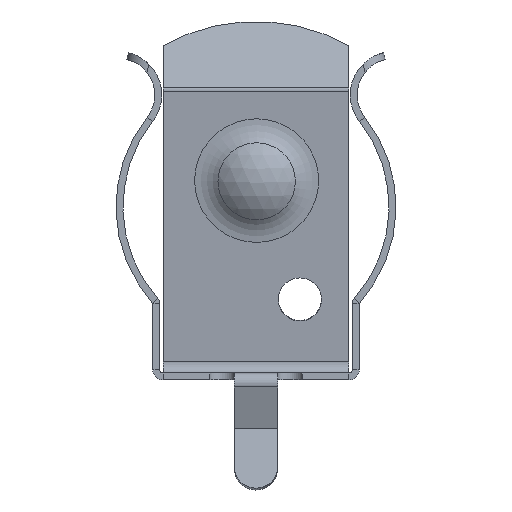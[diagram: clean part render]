
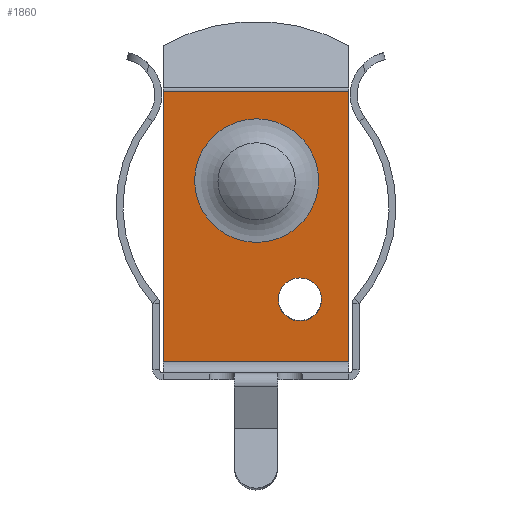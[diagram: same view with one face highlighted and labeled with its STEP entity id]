
A CAD part, left-side view. The second image highlights one B-rep face of the part: STEP entity #1860.
In plain terms, the highlighted planar face has unit normal (-0.996, 0, -0.087).
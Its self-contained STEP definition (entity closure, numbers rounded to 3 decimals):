
#24 = VERTEX_POINT('',#25);
#25 = CARTESIAN_POINT('',(8.313,-1.6,3.714));
#32 = CYLINDRICAL_SURFACE('',#33,0.787);
#33 = AXIS2_PLACEMENT_3D('',#34,#35,#36);
#34 = CARTESIAN_POINT('',(10.912,-1.6,3.151));
#35 = DIRECTION('',(-0.996,0.,-0.087));
#36 = DIRECTION('',(0.087,0.,-0.996));
#51 = EDGE_CURVE('',#52,#24,#54,.T.);
#52 = VERTEX_POINT('',#53);
#53 = CARTESIAN_POINT('',(8.45,-1.6,2.145));
#54 = SURFACE_CURVE('',#55,(#60,#67),.PCURVE_S1.);
#55 = CIRCLE('',#56,0.787);
#56 = AXIS2_PLACEMENT_3D('',#57,#58,#59);
#57 = CARTESIAN_POINT('',(8.382,-1.6,2.93));
#58 = DIRECTION('',(-0.996,0.,-0.087));
#59 = DIRECTION('',(0.087,0.,-0.996));
#60 = PCURVE('',#32,#61);
#61 = DEFINITIONAL_REPRESENTATION('',(#62),#66);
#62 = LINE('',#63,#64);
#63 = CARTESIAN_POINT('',(0.,2.54));
#64 = VECTOR('',#65,1.);
#65 = DIRECTION('',(1.,0.));
#66 = ( GEOMETRIC_REPRESENTATION_CONTEXT(2) 
PARAMETRIC_REPRESENTATION_CONTEXT() REPRESENTATION_CONTEXT('2D SPACE',''
  ) );
#67 = PCURVE('',#68,#73);
#68 = PLANE('',#69);
#69 = AXIS2_PLACEMENT_3D('',#70,#71,#72);
#70 = CARTESIAN_POINT('',(8.616,-3.378,0.254));
#71 = DIRECTION('',(-0.996,0.,-0.087));
#72 = DIRECTION('',(0.087,0.,-0.996));
#73 = DEFINITIONAL_REPRESENTATION('',(#74),#78);
#74 = CIRCLE('',#75,0.787);
#75 = AXIS2_PLACEMENT_2D('',#76,#77);
#76 = CARTESIAN_POINT('',(-2.686,-1.778));
#77 = DIRECTION('',(1.,0.));
#78 = ( GEOMETRIC_REPRESENTATION_CONTEXT(2) 
PARAMETRIC_REPRESENTATION_CONTEXT() REPRESENTATION_CONTEXT('2D SPACE',''
  ) );
#80 = EDGE_CURVE('',#24,#52,#81,.T.);
#81 = SURFACE_CURVE('',#82,(#87,#94),.PCURVE_S1.);
#82 = CIRCLE('',#83,0.787);
#83 = AXIS2_PLACEMENT_3D('',#84,#85,#86);
#84 = CARTESIAN_POINT('',(8.382,-1.6,2.93));
#85 = DIRECTION('',(-0.996,0.,-0.087));
#86 = DIRECTION('',(0.087,0.,-0.996));
#87 = PCURVE('',#32,#88);
#88 = DEFINITIONAL_REPRESENTATION('',(#89),#93);
#89 = LINE('',#90,#91);
#90 = CARTESIAN_POINT('',(-6.283,2.54));
#91 = VECTOR('',#92,1.);
#92 = DIRECTION('',(1.,0.));
#93 = ( GEOMETRIC_REPRESENTATION_CONTEXT(2) 
PARAMETRIC_REPRESENTATION_CONTEXT() REPRESENTATION_CONTEXT('2D SPACE',''
  ) );
#94 = PCURVE('',#68,#95);
#95 = DEFINITIONAL_REPRESENTATION('',(#96),#100);
#96 = CIRCLE('',#97,0.787);
#97 = AXIS2_PLACEMENT_2D('',#98,#99);
#98 = CARTESIAN_POINT('',(-2.686,-1.778));
#99 = DIRECTION('',(1.,0.));
#100 = ( GEOMETRIC_REPRESENTATION_CONTEXT(2) 
PARAMETRIC_REPRESENTATION_CONTEXT() REPRESENTATION_CONTEXT('2D SPACE',''
  ) );
#388 = EDGE_CURVE('',#389,#391,#393,.T.);
#389 = VERTEX_POINT('',#390);
#390 = CARTESIAN_POINT('',(8.2,-0.024,
    5.007));
#391 = VERTEX_POINT('',#392);
#392 = CARTESIAN_POINT('',(7.806,-0.024,
    9.507));
#393 = SURFACE_CURVE('',#394,(#399,#411),.PCURVE_S1.);
#394 = CIRCLE('',#395,2.258);
#395 = AXIS2_PLACEMENT_3D('',#396,#397,#398);
#396 = CARTESIAN_POINT('',(8.003,-0.024,
    7.257));
#397 = DIRECTION('',(-0.996,0.,-0.087));
#398 = DIRECTION('',(-0.087,0.,0.996));
#399 = PCURVE('',#400,#405);
#400 = TOROIDAL_SURFACE('',#401,2.258,1.334);
#401 = AXIS2_PLACEMENT_3D('',#402,#403,#404);
#402 = CARTESIAN_POINT('',(6.675,-0.024,
    7.14));
#403 = DIRECTION('',(0.996,0.,0.087));
#404 = DIRECTION('',(-0.087,0.,0.996));
#405 = DEFINITIONAL_REPRESENTATION('',(#406),#410);
#406 = LINE('',#407,#408);
#407 = CARTESIAN_POINT('',(6.283,1.571));
#408 = VECTOR('',#409,1.);
#409 = DIRECTION('',(-1.,0.));
#410 = ( GEOMETRIC_REPRESENTATION_CONTEXT(2) 
PARAMETRIC_REPRESENTATION_CONTEXT() REPRESENTATION_CONTEXT('2D SPACE',''
  ) );
#411 = PCURVE('',#68,#412);
#412 = DEFINITIONAL_REPRESENTATION('',(#413),#417);
#413 = CIRCLE('',#414,2.258);
#414 = AXIS2_PLACEMENT_2D('',#415,#416);
#415 = CARTESIAN_POINT('',(-7.029,-3.355));
#416 = DIRECTION('',(-1.,0.));
#417 = ( GEOMETRIC_REPRESENTATION_CONTEXT(2) 
PARAMETRIC_REPRESENTATION_CONTEXT() REPRESENTATION_CONTEXT('2D SPACE',''
  ) );
#539 = EDGE_CURVE('',#391,#389,#540,.T.);
#540 = SURFACE_CURVE('',#541,(#546,#553),.PCURVE_S1.);
#541 = CIRCLE('',#542,2.258);
#542 = AXIS2_PLACEMENT_3D('',#543,#544,#545);
#543 = CARTESIAN_POINT('',(8.003,-0.024,
    7.257));
#544 = DIRECTION('',(-0.996,0.,-0.087));
#545 = DIRECTION('',(-0.087,0.,0.996));
#546 = PCURVE('',#400,#547);
#547 = DEFINITIONAL_REPRESENTATION('',(#548),#552);
#548 = LINE('',#549,#550);
#549 = CARTESIAN_POINT('',(0.,1.571));
#550 = VECTOR('',#551,1.);
#551 = DIRECTION('',(-1.,0.));
#552 = ( GEOMETRIC_REPRESENTATION_CONTEXT(2) 
PARAMETRIC_REPRESENTATION_CONTEXT() REPRESENTATION_CONTEXT('2D SPACE',''
  ) );
#553 = PCURVE('',#68,#554);
#554 = DEFINITIONAL_REPRESENTATION('',(#555),#559);
#555 = CIRCLE('',#556,2.258);
#556 = AXIS2_PLACEMENT_2D('',#557,#558);
#557 = CARTESIAN_POINT('',(-7.029,-3.355));
#558 = DIRECTION('',(-1.,0.));
#559 = ( GEOMETRIC_REPRESENTATION_CONTEXT(2) 
PARAMETRIC_REPRESENTATION_CONTEXT() REPRESENTATION_CONTEXT('2D SPACE',''
  ) );
#1644 = CYLINDRICAL_SURFACE('',#1645,0.254);
#1645 = AXIS2_PLACEMENT_3D('',#1646,#1647,#1648);
#1646 = CARTESIAN_POINT('',(7.972,3.378,10.524));
#1647 = DIRECTION('',(0.,1.,0.));
#1648 = DIRECTION('',(0.,0.,-1.));
#1860 = ADVANCED_FACE('',(#1861,#1970,#1974),#68,.T.);
#1861 = FACE_BOUND('',#1862,.T.);
#1862 = EDGE_LOOP('',(#1863,#1893,#1921,#1949));
#1863 = ORIENTED_EDGE('',*,*,#1864,.T.);
#1864 = EDGE_CURVE('',#1865,#1867,#1869,.T.);
#1865 = VERTEX_POINT('',#1866);
#1866 = CARTESIAN_POINT('',(7.719,3.378,10.502));
#1867 = VERTEX_POINT('',#1868);
#1868 = CARTESIAN_POINT('',(8.58,3.378,0.668));
#1869 = SURFACE_CURVE('',#1870,(#1874,#1881),.PCURVE_S1.);
#1870 = LINE('',#1871,#1872);
#1871 = CARTESIAN_POINT('',(8.616,3.378,0.254));
#1872 = VECTOR('',#1873,1.);
#1873 = DIRECTION('',(0.087,0.,-0.996));
#1874 = PCURVE('',#68,#1875);
#1875 = DEFINITIONAL_REPRESENTATION('',(#1876),#1880);
#1876 = LINE('',#1877,#1878);
#1877 = CARTESIAN_POINT('',(0.,-6.756));
#1878 = VECTOR('',#1879,1.);
#1879 = DIRECTION('',(1.,0.));
#1880 = ( GEOMETRIC_REPRESENTATION_CONTEXT(2) 
PARAMETRIC_REPRESENTATION_CONTEXT() REPRESENTATION_CONTEXT('2D SPACE',''
  ) );
#1881 = PCURVE('',#1882,#1887);
#1882 = PLANE('',#1883);
#1883 = AXIS2_PLACEMENT_3D('',#1884,#1885,#1886);
#1884 = CARTESIAN_POINT('',(8.869,3.378,0.276));
#1885 = DIRECTION('',(0.,1.,0.));
#1886 = DIRECTION('',(0.,0.,-1.));
#1887 = DEFINITIONAL_REPRESENTATION('',(#1888),#1892);
#1888 = LINE('',#1889,#1890);
#1889 = CARTESIAN_POINT('',(0.022,0.253));
#1890 = VECTOR('',#1891,1.);
#1891 = DIRECTION('',(0.996,-0.087));
#1892 = ( GEOMETRIC_REPRESENTATION_CONTEXT(2) 
PARAMETRIC_REPRESENTATION_CONTEXT() REPRESENTATION_CONTEXT('2D SPACE',''
  ) );
#1893 = ORIENTED_EDGE('',*,*,#1894,.F.);
#1894 = EDGE_CURVE('',#1895,#1867,#1897,.T.);
#1895 = VERTEX_POINT('',#1896);
#1896 = CARTESIAN_POINT('',(8.58,-3.378,0.668));
#1897 = SURFACE_CURVE('',#1898,(#1902,#1909),.PCURVE_S1.);
#1898 = LINE('',#1899,#1900);
#1899 = CARTESIAN_POINT('',(8.58,-3.378,0.668));
#1900 = VECTOR('',#1901,1.);
#1901 = DIRECTION('',(0.,1.,0.));
#1902 = PCURVE('',#68,#1903);
#1903 = DEFINITIONAL_REPRESENTATION('',(#1904),#1908);
#1904 = LINE('',#1905,#1906);
#1905 = CARTESIAN_POINT('',(-0.416,0.));
#1906 = VECTOR('',#1907,1.);
#1907 = DIRECTION('',(0.,-1.));
#1908 = ( GEOMETRIC_REPRESENTATION_CONTEXT(2) 
PARAMETRIC_REPRESENTATION_CONTEXT() REPRESENTATION_CONTEXT('2D SPACE',''
  ) );
#1909 = PCURVE('',#1910,#1915);
#1910 = CYLINDRICAL_SURFACE('',#1911,0.381);
#1911 = AXIS2_PLACEMENT_3D('',#1912,#1913,#1914);
#1912 = CARTESIAN_POINT('',(8.2,3.378,0.635));
#1913 = DIRECTION('',(0.,1.,0.));
#1914 = DIRECTION('',(0.996,0.,
    0.087));
#1915 = DEFINITIONAL_REPRESENTATION('',(#1916),#1920);
#1916 = LINE('',#1917,#1918);
#1917 = CARTESIAN_POINT('',(0.,-6.756));
#1918 = VECTOR('',#1919,1.);
#1919 = DIRECTION('',(0.,1.));
#1920 = ( GEOMETRIC_REPRESENTATION_CONTEXT(2) 
PARAMETRIC_REPRESENTATION_CONTEXT() REPRESENTATION_CONTEXT('2D SPACE',''
  ) );
#1921 = ORIENTED_EDGE('',*,*,#1922,.T.);
#1922 = EDGE_CURVE('',#1895,#1923,#1925,.T.);
#1923 = VERTEX_POINT('',#1924);
#1924 = CARTESIAN_POINT('',(7.719,-3.378,10.502));
#1925 = SURFACE_CURVE('',#1926,(#1930,#1937),.PCURVE_S1.);
#1926 = LINE('',#1927,#1928);
#1927 = CARTESIAN_POINT('',(8.616,-3.378,0.254));
#1928 = VECTOR('',#1929,1.);
#1929 = DIRECTION('',(-0.087,0.,0.996));
#1930 = PCURVE('',#68,#1931);
#1931 = DEFINITIONAL_REPRESENTATION('',(#1932),#1936);
#1932 = LINE('',#1933,#1934);
#1933 = CARTESIAN_POINT('',(0.,0.));
#1934 = VECTOR('',#1935,1.);
#1935 = DIRECTION('',(-1.,0.));
#1936 = ( GEOMETRIC_REPRESENTATION_CONTEXT(2) 
PARAMETRIC_REPRESENTATION_CONTEXT() REPRESENTATION_CONTEXT('2D SPACE',''
  ) );
#1937 = PCURVE('',#1938,#1943);
#1938 = PLANE('',#1939);
#1939 = AXIS2_PLACEMENT_3D('',#1940,#1941,#1942);
#1940 = CARTESIAN_POINT('',(7.972,-3.378,10.524));
#1941 = DIRECTION('',(0.,-1.,-0.));
#1942 = DIRECTION('',(1.,0.,0.));
#1943 = DEFINITIONAL_REPRESENTATION('',(#1944),#1948);
#1944 = LINE('',#1945,#1946);
#1945 = CARTESIAN_POINT('',(0.644,-10.27));
#1946 = VECTOR('',#1947,1.);
#1947 = DIRECTION('',(-0.087,0.996));
#1948 = ( GEOMETRIC_REPRESENTATION_CONTEXT(2) 
PARAMETRIC_REPRESENTATION_CONTEXT() REPRESENTATION_CONTEXT('2D SPACE',''
  ) );
#1949 = ORIENTED_EDGE('',*,*,#1950,.T.);
#1950 = EDGE_CURVE('',#1923,#1865,#1951,.T.);
#1951 = SURFACE_CURVE('',#1952,(#1956,#1963),.PCURVE_S1.);
#1952 = LINE('',#1953,#1954);
#1953 = CARTESIAN_POINT('',(7.719,-3.378,10.502));
#1954 = VECTOR('',#1955,1.);
#1955 = DIRECTION('',(0.,1.,0.));
#1956 = PCURVE('',#68,#1957);
#1957 = DEFINITIONAL_REPRESENTATION('',(#1958),#1962);
#1958 = LINE('',#1959,#1960);
#1959 = CARTESIAN_POINT('',(-10.287,0.));
#1960 = VECTOR('',#1961,1.);
#1961 = DIRECTION('',(0.,-1.));
#1962 = ( GEOMETRIC_REPRESENTATION_CONTEXT(2) 
PARAMETRIC_REPRESENTATION_CONTEXT() REPRESENTATION_CONTEXT('2D SPACE',''
  ) );
#1963 = PCURVE('',#1644,#1964);
#1964 = DEFINITIONAL_REPRESENTATION('',(#1965),#1969);
#1965 = LINE('',#1966,#1967);
#1966 = CARTESIAN_POINT('',(1.484,-6.756));
#1967 = VECTOR('',#1968,1.);
#1968 = DIRECTION('',(0.,1.));
#1969 = ( GEOMETRIC_REPRESENTATION_CONTEXT(2) 
PARAMETRIC_REPRESENTATION_CONTEXT() REPRESENTATION_CONTEXT('2D SPACE',''
  ) );
#1970 = FACE_BOUND('',#1971,.T.);
#1971 = EDGE_LOOP('',(#1972,#1973));
#1972 = ORIENTED_EDGE('',*,*,#539,.F.);
#1973 = ORIENTED_EDGE('',*,*,#388,.F.);
#1974 = FACE_BOUND('',#1975,.T.);
#1975 = EDGE_LOOP('',(#1976,#1977));
#1976 = ORIENTED_EDGE('',*,*,#51,.F.);
#1977 = ORIENTED_EDGE('',*,*,#80,.F.);
